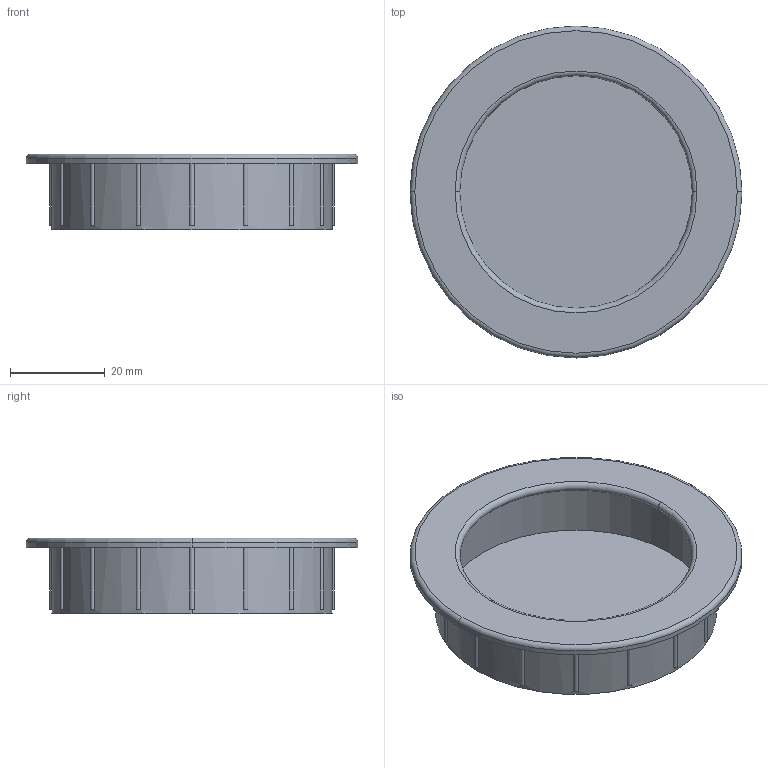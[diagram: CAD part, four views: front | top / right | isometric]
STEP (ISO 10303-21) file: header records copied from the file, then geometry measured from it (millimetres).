
FILE_DESCRIPTION(('Creo Elements/Direct Modeling STEP Export'),'2;1');
FILE_NAME('2159-70.stp','2024-09-23T10:24:08',(''),(''),'Creo Elements/Direct Modeling STEP processor for AP214 (Solid Model)','Creo Elements/Direct Modeling 20.0 12-Nov-2016 (C) Parametric Technology GmbH','');
FILE_SCHEMA(('AUTOMOTIVE_DESIGN { 1 0 10303 214 1 1 1 1 }'));
Length unit declared in the file: millimetre
Products named in the file (3): Muschelboden; Muschelgriff; Muschel_gesamt
Assembly tree (2 placements, depth 2):
  Muschel_gesamt
    Muschelgriff
    Muschelboden
Bounding box: 70 x 70 x 16 mm (x, y, z)
Volume: 11103.4 mm3; surface area: 14856.2 mm2
Topology: 2 solids, 2 shells, 53 faces, 136 edges, 90 vertices
Faces by surface type: cylinder 26, plane 23, torus 4
Entity records: 1602 total; most frequent: DIRECTION 284, ORIENTED_EDGE 272, CARTESIAN_POINT 253, EDGE_CURVE 136, AXIS2_PLACEMENT_3D 121, VERTEX_POINT 90, CIRCLE 65, EDGE_LOOP 58
